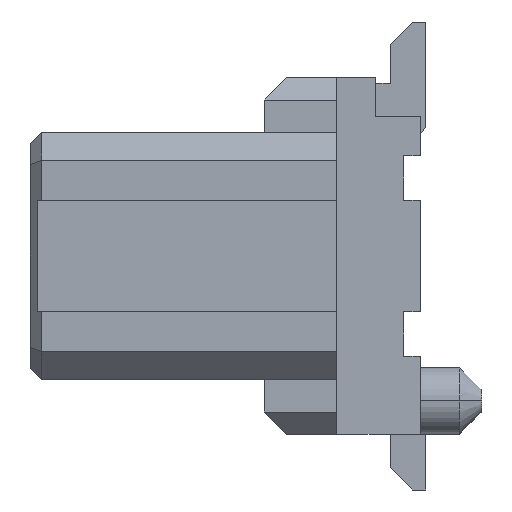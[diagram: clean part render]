
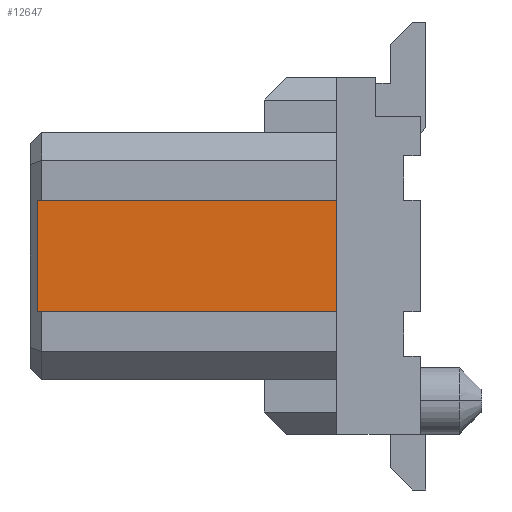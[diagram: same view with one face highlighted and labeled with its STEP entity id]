
A CAD part, left-side view. The second image highlights one B-rep face of the part: STEP entity #12647.
In plain terms, the highlighted planar face has unit normal (-1, 0, 0).
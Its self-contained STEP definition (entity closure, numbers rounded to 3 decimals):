
#1389=DIRECTION('',(0.,0.,-1.));
#1390=VECTOR('',#1389,1.);
#1391=CARTESIAN_POINT('',(-2.388,-1.375,0.5));
#1392=LINE('',#1391,#1390);
#4427=DIRECTION('',(0.,0.,-1.));
#4428=VECTOR('',#4427,1.);
#4429=CARTESIAN_POINT('',(-2.388,1.313,0.5));
#4430=LINE('',#4429,#4428);
#4467=DIRECTION('',(0.,-1.,0.));
#4468=VECTOR('',#4467,2.688);
#4469=CARTESIAN_POINT('',(-2.388,1.313,-0.5));
#4470=LINE('',#4469,#4468);
#4471=DIRECTION('',(0.,-1.,0.));
#4472=VECTOR('',#4471,2.688);
#4473=CARTESIAN_POINT('',(-2.388,1.313,0.5));
#4474=LINE('',#4473,#4472);
#4829=CARTESIAN_POINT('',(-2.388,-1.375,0.5));
#4830=CARTESIAN_POINT('',(-2.388,-1.375,-0.5));
#4831=VERTEX_POINT('',#4829);
#4832=VERTEX_POINT('',#4830);
#4841=CARTESIAN_POINT('',(-2.388,1.313,0.5));
#4842=VERTEX_POINT('',#4841);
#4843=CARTESIAN_POINT('',(-2.388,1.313,-0.5));
#4844=VERTEX_POINT('',#4843);
#12636=CARTESIAN_POINT('',(-2.388,1.375,0.5));
#12637=DIRECTION('',(1.,0.,0.));
#12638=DIRECTION('',(0.,0.,-1.));
#12639=AXIS2_PLACEMENT_3D('',#12636,#12637,#12638);
#12640=PLANE('',#12639);
#12641=ORIENTED_EDGE('',*,*,#12591,.T.);
#12642=ORIENTED_EDGE('',*,*,#7566,.T.);
#12643=ORIENTED_EDGE('',*,*,#12630,.F.);
#12644=ORIENTED_EDGE('',*,*,#12569,.F.);
#12645=EDGE_LOOP('',(#12641,#12642,#12643,#12644));
#12646=FACE_OUTER_BOUND('',#12645,.F.);
#12647=ADVANCED_FACE('',(#12646),#12640,.F.);
#7566=EDGE_CURVE('',#4831,#4832,#1392,.T.);
#12569=EDGE_CURVE('',#4842,#4844,#4430,.T.);
#12591=EDGE_CURVE('',#4842,#4831,#4474,.T.);
#12630=EDGE_CURVE('',#4844,#4832,#4470,.T.);
